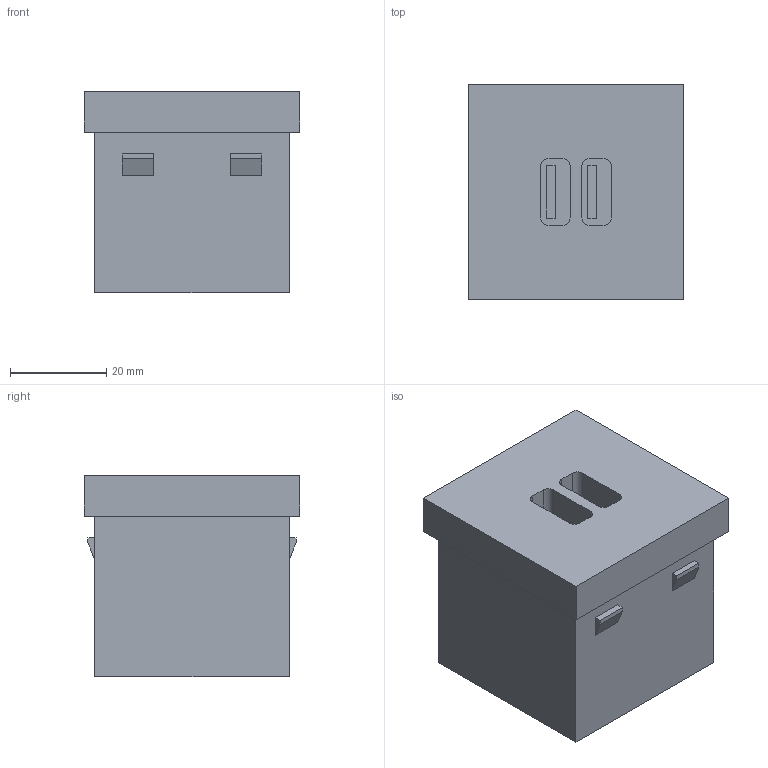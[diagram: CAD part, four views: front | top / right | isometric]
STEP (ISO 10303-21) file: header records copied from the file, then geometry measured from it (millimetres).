
FILE_DESCRIPTION(('CATIA V5 STEP Exchange','CAx-IF Rec.Pracs.--- Model Styling and Organization---1.4--- 2014-01-23'),'2;1');
FILE_NAME ('141403-1_1', '2019-03-25T10:00:44+00:00', ('none'), ('Weidmueller'), 'CATIA Version 5-6 Release 2016 SP3 HF44', 'CATIA V5 STEP AP214', 'none');
FILE_SCHEMA(('AUTOMOTIVE_DESIGN { 1 0 10303 214 1 1 1 1 }'));
Length unit declared in the file: millimetre
Products named in the file (1): 2505070000
Bounding box: 44.8 x 44.8 x 41.8 mm (x, y, z)
Volume: 69987.4 mm3; surface area: 12196.4 mm2
Topology: 1 solids, 1 shells, 54 faces, 132 edges, 88 vertices
Faces by surface type: plane 46, cylinder 8
Entity records: 1556 total; most frequent: CARTESIAN_POINT 271, ORIENTED_EDGE 264, DIRECTION 214, EDGE_CURVE 132, VECTOR 110, LINE 110, VERTEX_POINT 88, EDGE_LOOP 62
